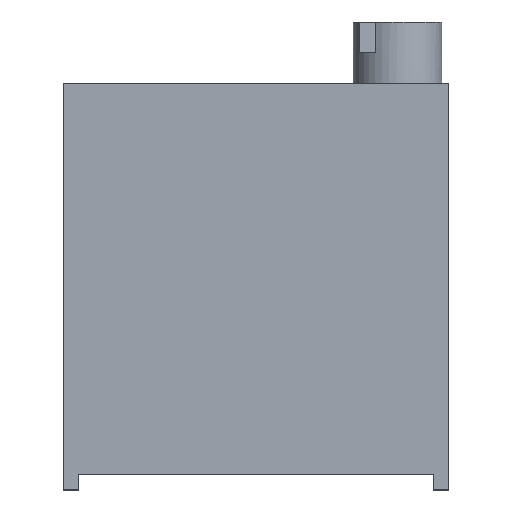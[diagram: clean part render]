
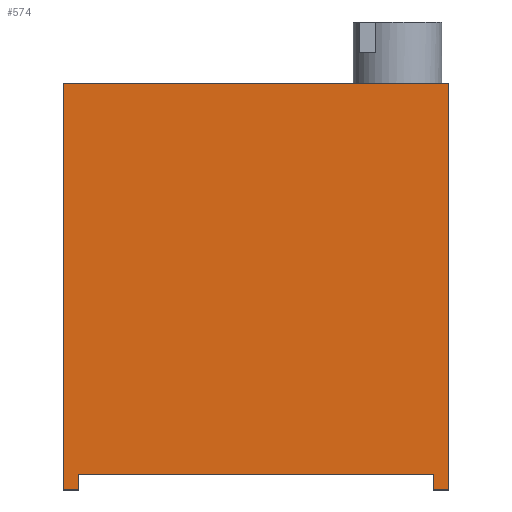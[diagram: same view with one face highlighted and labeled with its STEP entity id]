
A CAD part, top view. The second image highlights one B-rep face of the part: STEP entity #574.
In plain terms, the highlighted planar face has unit normal (0, 0, 1).
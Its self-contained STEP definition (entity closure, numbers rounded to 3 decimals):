
#25=LINE('',#853,#87);
#34=LINE('',#871,#96);
#46=LINE('',#895,#108);
#54=LINE('',#910,#116);
#60=LINE('',#922,#122);
#61=LINE('',#924,#123);
#62=LINE('',#926,#124);
#63=LINE('',#927,#125);
#87=VECTOR('',#705,0.38);
#96=VECTOR('',#720,0.38);
#108=VECTOR('',#736,10.03);
#116=VECTOR('',#746,0.38);
#122=VECTOR('',#758,0.38);
#123=VECTOR('',#761,8.77);
#124=VECTOR('',#762,10.03);
#125=VECTOR('',#763,9.53);
#173=PLANE('',#627);
#213=FACE_OUTER_BOUND('',#253,.T.);
#253=EDGE_LOOP('',(#492,#493,#494,#495,#496,#497,#498,#499));
#291=VERTEX_POINT('',#850);
#292=VERTEX_POINT('',#852);
#298=VERTEX_POINT('',#870);
#308=VERTEX_POINT('',#894);
#311=VERTEX_POINT('',#902);
#314=VERTEX_POINT('',#908);
#317=VERTEX_POINT('',#920);
#318=VERTEX_POINT('',#925);
#346=EDGE_CURVE('',#292,#291,#25,.T.);
#355=EDGE_CURVE('',#298,#292,#34,.T.);
#367=EDGE_CURVE('',#298,#308,#46,.T.);
#375=EDGE_CURVE('',#314,#311,#54,.T.);
#381=EDGE_CURVE('',#317,#314,#60,.T.);
#382=EDGE_CURVE('',#291,#311,#61,.T.);
#383=EDGE_CURVE('',#318,#317,#62,.T.);
#384=EDGE_CURVE('',#308,#318,#63,.T.);
#492=ORIENTED_EDGE('',*,*,#382,.T.);
#493=ORIENTED_EDGE('',*,*,#375,.F.);
#494=ORIENTED_EDGE('',*,*,#381,.F.);
#495=ORIENTED_EDGE('',*,*,#383,.F.);
#496=ORIENTED_EDGE('',*,*,#384,.F.);
#497=ORIENTED_EDGE('',*,*,#367,.F.);
#498=ORIENTED_EDGE('',*,*,#355,.T.);
#499=ORIENTED_EDGE('',*,*,#346,.T.);
#574=ADVANCED_FACE('',(#213),#173,.T.);
#627=AXIS2_PLACEMENT_3D('',#923,#759,#760);
#705=DIRECTION('',(0.,1.,0.));
#720=DIRECTION('',(1.,0.,0.));
#736=DIRECTION('',(0.,1.,0.));
#746=DIRECTION('',(0.,1.,0.));
#758=DIRECTION('',(-1.,0.,0.));
#759=DIRECTION('center_axis',(0.,0.,1.));
#760=DIRECTION('ref_axis',(-1.,0.,0.));
#761=DIRECTION('',(1.,0.,0.));
#762=DIRECTION('',(0.,-1.,0.));
#763=DIRECTION('',(1.,0.,0.));
#850=CARTESIAN_POINT('',(-4.385,-4.85,4.96));
#852=CARTESIAN_POINT('',(-4.385,-5.23,4.96));
#853=CARTESIAN_POINT('',(-4.385,-4.98,4.96));
#870=CARTESIAN_POINT('',(-4.765,-5.23,4.96));
#871=CARTESIAN_POINT('',(-4.575,-5.23,4.96));
#894=CARTESIAN_POINT('',(-4.765,4.8,4.96));
#895=CARTESIAN_POINT('',(-4.765,-4.85,4.96));
#902=CARTESIAN_POINT('',(4.385,-4.85,4.96));
#908=CARTESIAN_POINT('',(4.385,-5.23,4.96));
#910=CARTESIAN_POINT('',(4.385,-4.98,4.96));
#920=CARTESIAN_POINT('',(4.765,-5.23,4.96));
#922=CARTESIAN_POINT('',(4.575,-5.23,4.96));
#923=CARTESIAN_POINT('Origin',(4.575,4.55,4.96));
#924=CARTESIAN_POINT('',(-4.765,-4.85,4.96));
#925=CARTESIAN_POINT('',(4.765,4.8,4.96));
#926=CARTESIAN_POINT('',(4.765,4.55,4.96));
#927=CARTESIAN_POINT('',(4.575,4.8,4.96));
